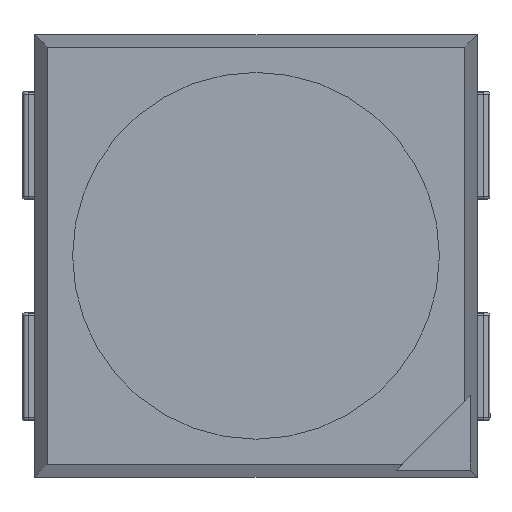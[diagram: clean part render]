
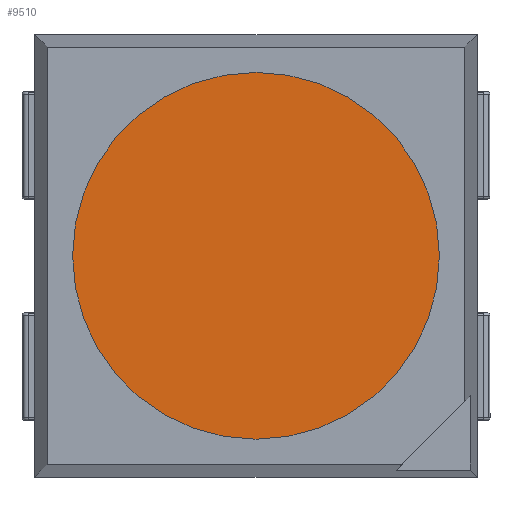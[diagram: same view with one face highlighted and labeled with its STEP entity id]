
A CAD part, top view. The second image highlights one B-rep face of the part: STEP entity #9510.
In plain terms, the highlighted planar face has unit normal (0, 0, 1).
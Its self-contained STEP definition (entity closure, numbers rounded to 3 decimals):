
#1672 = DIRECTION ( 'NONE',  ( 0., 0., 1. ) ) ;
#3289 = ORIENTED_EDGE ( 'NONE', *, *, #16827, .T. ) ;
#3492 = CARTESIAN_POINT ( 'NONE',  ( 0., 0., 1. ) ) ;
#6170 = DIRECTION ( 'NONE',  ( 1., 0., 0. ) ) ;
#6769 = AXIS2_PLACEMENT_3D ( 'NONE', #3492, #17522, #10390 ) ;
#8585 = AXIS2_PLACEMENT_3D ( 'NONE', #17905, #13849, #16538 ) ;
#9510 = ADVANCED_FACE ( 'NONE', ( #17539 ), #14828, .T. ) ;
#9705 = CARTESIAN_POINT ( 'NONE',  ( -1.45, 0., 1. ) ) ;
#10390 = DIRECTION ( 'NONE',  ( -1., 0., 0. ) ) ;
#10566 = EDGE_CURVE ( 'NONE', #12590, #12871, #13446, .T. ) ;
#11854 = CARTESIAN_POINT ( 'NONE',  ( 0., 0., 1. ) ) ;
#12256 = EDGE_LOOP ( 'NONE', ( #16163, #3289 ) ) ;
#12573 = CIRCLE ( 'NONE', #14553, 1.45 ) ;
#12590 = VERTEX_POINT ( 'NONE', #9705 ) ;
#12871 = VERTEX_POINT ( 'NONE', #17203 ) ;
#13446 = CIRCLE ( 'NONE', #8585, 1.45 ) ;
#13849 = DIRECTION ( 'NONE',  ( 0., 0., 1. ) ) ;
#14553 = AXIS2_PLACEMENT_3D ( 'NONE', #11854, #1672, #6170 ) ;
#14828 = PLANE ( 'NONE',  #6769 ) ;
#16163 = ORIENTED_EDGE ( 'NONE', *, *, #10566, .T. ) ;
#16538 = DIRECTION ( 'NONE',  ( 1., 0., 0. ) ) ;
#16827 = EDGE_CURVE ( 'NONE', #12871, #12590, #12573, .T. ) ;
#17203 = CARTESIAN_POINT ( 'NONE',  ( 1.45, 0., 1. ) ) ;
#17522 = DIRECTION ( 'NONE',  ( 0., 0., 1. ) ) ;
#17539 = FACE_OUTER_BOUND ( 'NONE', #12256, .T. ) ;
#17905 = CARTESIAN_POINT ( 'NONE',  ( 0., 0., 1. ) ) ;
